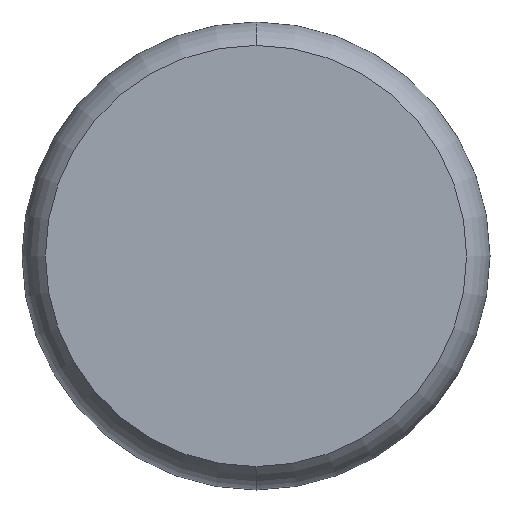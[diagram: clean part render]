
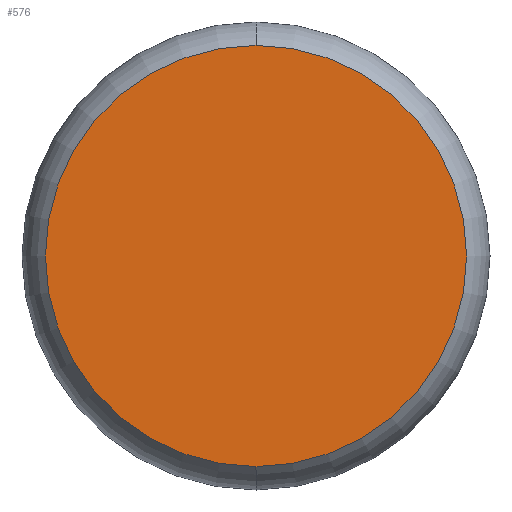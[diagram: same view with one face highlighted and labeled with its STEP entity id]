
A CAD part, front view. The second image highlights one B-rep face of the part: STEP entity #576.
In plain terms, the highlighted planar face has unit normal (0, -1, 0).
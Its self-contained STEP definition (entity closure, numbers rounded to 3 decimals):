
#109 = DIRECTION ( 'NONE',  ( 0., 0., -1. ) ) ;
#183 = DIRECTION ( 'NONE',  ( 0., 0., 1. ) ) ;
#185 = ORIENTED_EDGE ( 'NONE', *, *, #918, .F. ) ;
#272 = DIRECTION ( 'NONE',  ( 0., 1., 0. ) ) ;
#279 = DIRECTION ( 'NONE',  ( 0., 1., 0. ) ) ;
#287 = AXIS2_PLACEMENT_3D ( 'NONE', #681, #272, #183 ) ;
#291 = ORIENTED_EDGE ( 'NONE', *, *, #556, .F. ) ;
#302 = AXIS2_PLACEMENT_3D ( 'NONE', #1012, #279, #109 ) ;
#410 = DIRECTION ( 'NONE',  ( 0., 0., 1. ) ) ;
#471 = VERTEX_POINT ( 'NONE', #632 ) ;
#544 = VERTEX_POINT ( 'NONE', #743 ) ;
#556 = EDGE_CURVE ( 'NONE', #471, #544, #1011, .T. ) ;
#566 = DIRECTION ( 'NONE',  ( 0., 1., 0. ) ) ;
#576 = ADVANCED_FACE ( 'NONE', ( #643 ), #676, .F. ) ;
#582 = AXIS2_PLACEMENT_3D ( 'NONE', #630, #566, #410 ) ;
#630 = CARTESIAN_POINT ( 'NONE',  ( 0., -24., 0. ) ) ;
#632 = CARTESIAN_POINT ( 'NONE',  ( 0., -24., 18. ) ) ;
#643 = FACE_OUTER_BOUND ( 'NONE', #939, .T. ) ;
#676 = PLANE ( 'NONE',  #302 ) ;
#681 = CARTESIAN_POINT ( 'NONE',  ( 0., -24., 0. ) ) ;
#743 = CARTESIAN_POINT ( 'NONE',  ( 0., -24., -18. ) ) ;
#918 = EDGE_CURVE ( 'NONE', #544, #471, #964, .T. ) ;
#939 = EDGE_LOOP ( 'NONE', ( #291, #185 ) ) ;
#964 = CIRCLE ( 'NONE', #582, 18. ) ;
#1011 = CIRCLE ( 'NONE', #287, 18. ) ;
#1012 = CARTESIAN_POINT ( 'NONE',  ( 0., -24., 0. ) ) ;
